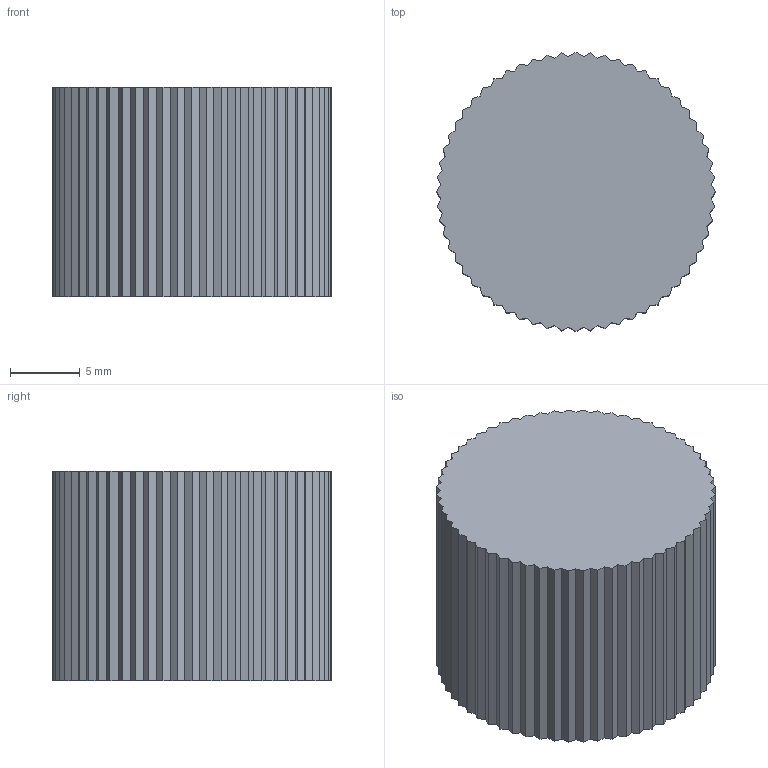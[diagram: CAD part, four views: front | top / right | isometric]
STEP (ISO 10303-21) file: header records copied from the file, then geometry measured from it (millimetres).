
FILE_DESCRIPTION(/* description */ (''),/* implementation_level */ '2;1');
FILE_NAME(/* name */ 'Thread_Insert_Salvaged v1.step',/* time_stamp */ '2021-12-14T17:46:43-05:00',/* author */ (''),/* organization */ (''),/* preprocessor_version */ 'ST-DEVELOPER v18.1',/* originating_system */ 'Autodesk Translation Framework v10.10.0.1391',/* authorisation */ '');
FILE_SCHEMA (('AUTOMOTIVE_DESIGN { 1 0 10303 214 3 1 1 }'));
Length unit declared in the file: millimetre
Products named in the file (1): Thread_Insert_Salvaged
Bounding box: 20 x 20 x 15 mm (x, y, z)
Volume: 2094.6 mm3; surface area: 2679.6 mm2
Topology: 1 solids, 1 shells, 138 faces, 402 edges, 268 vertices
Faces by surface type: plane 124, cylinder 12, bspline 2
Full cylindrical faces by diameter (mm): 13.541 x3, 15.875 x4, 16 x1
Entity records: 5878 total; most frequent: CARTESIAN_POINT 2233, ORIENTED_EDGE 804, DIRECTION 656, EDGE_CURVE 402, LINE 370, VECTOR 370, VERTEX_POINT 268, AXIS2_PLACEMENT_3D 143
